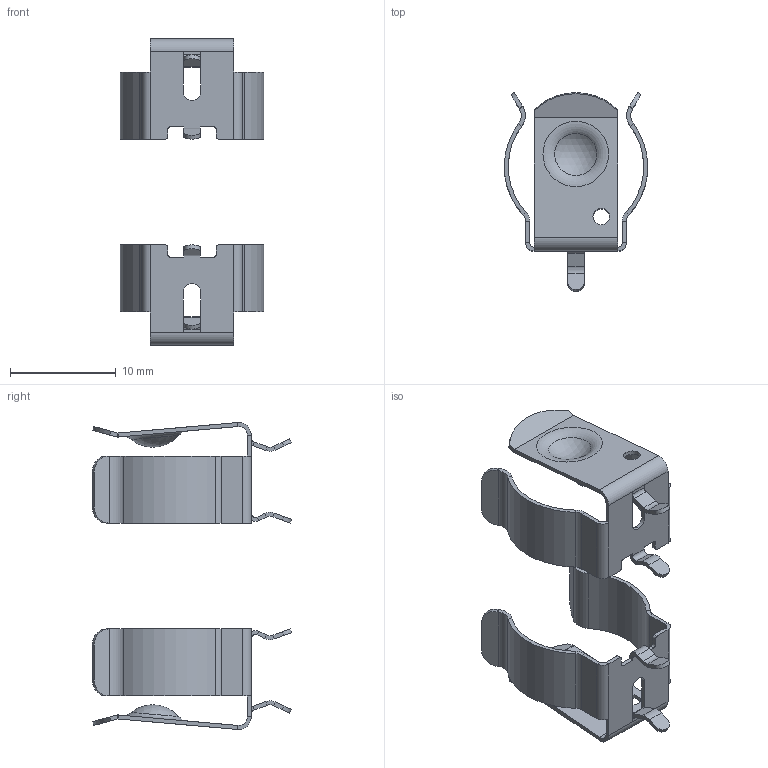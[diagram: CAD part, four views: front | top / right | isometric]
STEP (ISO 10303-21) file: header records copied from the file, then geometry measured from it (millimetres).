
FILE_DESCRIPTION(/* description */ (''),/* implementation_level */ '2;1');
FILE_NAME(/* name */ 'keystone-PN2915_CR2.step',/* time_stamp */ '2020-11-24T20:19:36+01:00',/* author */ (''),/* organization */ (''),/* preprocessor_version */ 'ST-DEVELOPER v18.1',/* originating_system */ 'Autodesk Translation Framework v9.3.0.1241',/* authorisation */ '');
FILE_SCHEMA (('AUTOMOTIVE_DESIGN { 1 0 10303 214 3 1 1 }'));
Length unit declared in the file: millimetre
Products named in the file (1): (Unsaved)
Bounding box: 13.6 x 18.87 x 29.07 mm (x, y, z)
Volume: 299.1 mm3; surface area: 1691.6 mm2
Topology: 2 solids, 2 shells, 268 faces, 588 edges, 328 vertices
Faces by surface type: plane 178, cylinder 82, torus 4, sphere 4
Full cylindrical faces by diameter (mm): 1.575 x2
Entity records: 7167 total; most frequent: DIRECTION 1302, CARTESIAN_POINT 1185, ORIENTED_EDGE 1176, EDGE_CURVE 588, AXIS2_PLACEMENT_3D 445, LINE 412, VECTOR 412, VERTEX_POINT 328
